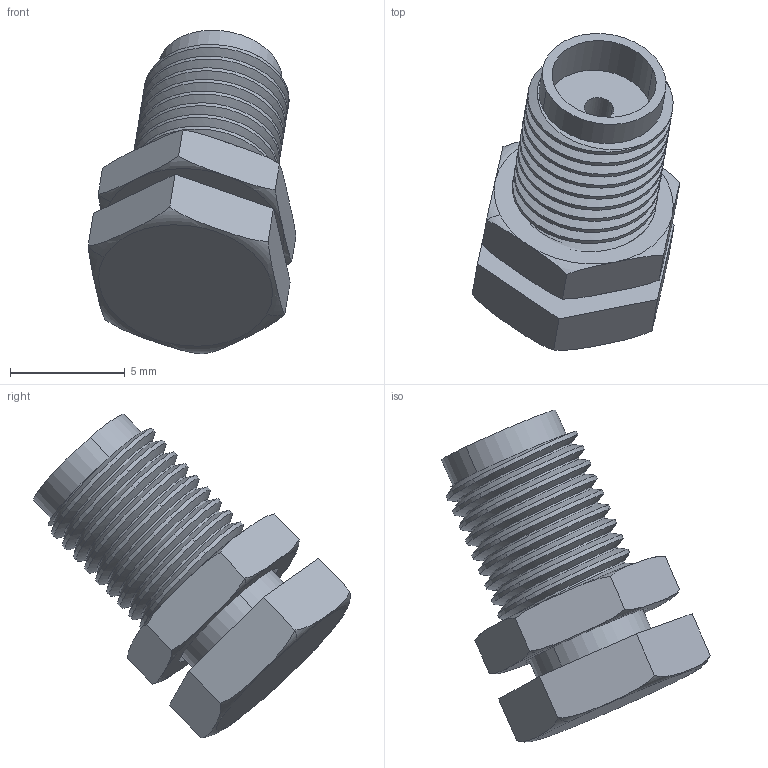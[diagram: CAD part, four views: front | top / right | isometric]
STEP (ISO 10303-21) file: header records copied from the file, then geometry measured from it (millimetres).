
FILE_DESCRIPTION(('FreeCAD Model'),'2;1');
FILE_NAME('SMA_Jack.step','2020-06-19T14:06:50',( 'Author'),(''),'Open CASCADE STEP processor 7.3','FreeCAD','Unknown' );
FILE_SCHEMA(('AUTOMOTIVE_DESIGN { 1 0 10303 214 1 1 1 1 }'));
Length unit declared in the file: millimetre
Products named in the file (1): SMA_Jack_Bulkhead_small_nut
Bounding box: 9.06 x 13.8 x 14.11 mm (x, y, z)
Volume: 435.9 mm3; surface area: 652 mm2
Topology: 2 solids, 2 shells, 80 faces, 1352 edges, 7063 vertices
Faces by surface type: cylinder 35, plane 20, torus 16, cone 6, bspline 3
Entity records: 36021 total; most frequent: CARTESIAN_POINT 19719, DIRECTION 1484, GEOMETRIC_CURVE_SET 1159, TRIMMED_CURVE 1156, STYLED_ITEM 895, PRESENTATION_STYLE_ASSIGNMENT 895, SURFACE_STYLE_USAGE 895, SURFACE_SIDE_STYLE 895
